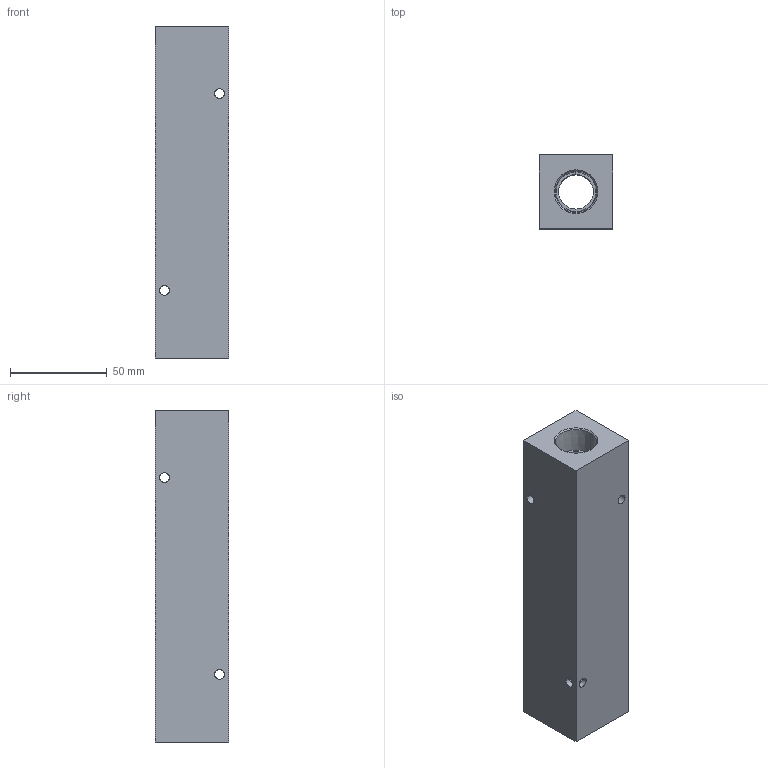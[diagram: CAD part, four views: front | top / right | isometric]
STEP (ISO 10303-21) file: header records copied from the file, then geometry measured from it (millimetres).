
FILE_DESCRIPTION (( 'STEP AP203' ), '1' );
FILE_NAME ('MRA-6ED.step', '2015-12-02T21:09:56', ( '' ), ( '' ), 'SwSTEP 2.0', 'SolidWorks 2015', '' );
FILE_SCHEMA (( 'CONFIG_CONTROL_DESIGN' ));
Length unit declared in the file: inch
Products named in the file (1): MRA-6ED
Bounding box: 38.1 x 38.1 x 171.45 mm (x, y, z)
Volume: 185944.7 mm3; surface area: 41698.4 mm2
Topology: 1 solids, 1 shells, 82 faces, 218 edges, 136 vertices
Faces by surface type: cone 32, cylinder 30, plane 20
Entity records: 3161 total; most frequent: CARTESIAN_POINT 1049, ORIENTED_EDGE 436, DIRECTION 412, EDGE_CURVE 218, AXIS2_PLACEMENT_3D 163, VERTEX_POINT 136, EDGE_LOOP 106, VECTOR 86
